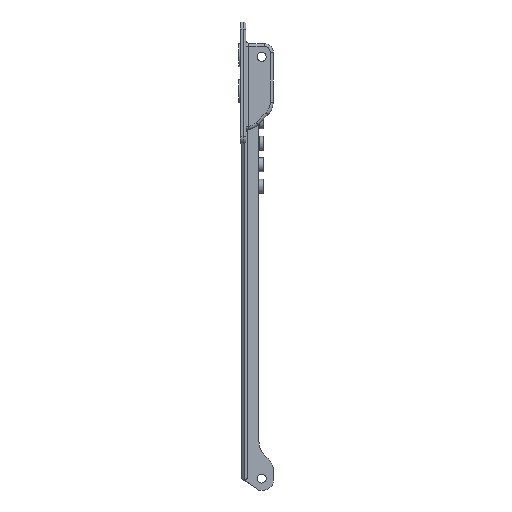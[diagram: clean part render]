
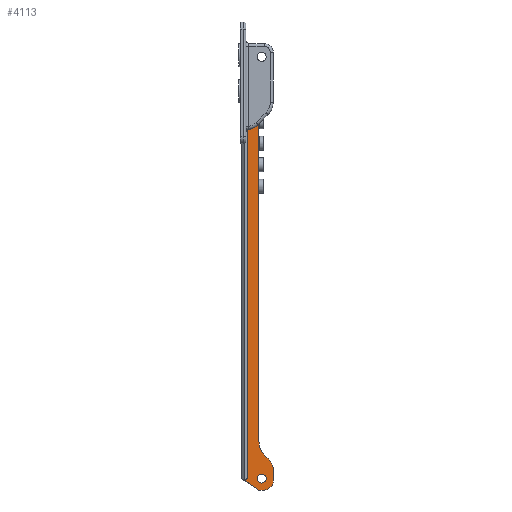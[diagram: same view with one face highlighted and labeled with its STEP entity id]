
A CAD part, left-side view. The second image highlights one B-rep face of the part: STEP entity #4113.
In plain terms, the highlighted planar face has unit normal (-1, 0, 0).
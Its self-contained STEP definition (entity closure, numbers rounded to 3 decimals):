
#211=FACE_BOUND('',#725,.T.);
#212=FACE_BOUND('',#726,.T.);
#261=CIRCLE('',#4365,2.);
#263=CIRCLE('',#4369,2.);
#280=CIRCLE('',#4397,16.);
#283=CIRCLE('',#4405,16.);
#284=CIRCLE('',#4409,6.3);
#285=CIRCLE('',#4410,9.45);
#286=CIRCLE('',#4411,9.45);
#287=CIRCLE('',#4412,6.3);
#288=CIRCLE('',#4413,3.15);
#289=CIRCLE('',#4414,3.15);
#479=FACE_OUTER_BOUND('',#724,.T.);
#724=EDGE_LOOP('',(#3015,#3016,#3017,#3018,#3019,#3020,#3021,#3022,#3023,
#3024,#3025,#3026,#3027,#3028,#3029,#3030,#3031,#3032));
#725=EDGE_LOOP('',(#3033));
#726=EDGE_LOOP('',(#3034));
#1054=LINE('',#6242,#1441);
#1121=LINE('',#6426,#1508);
#1125=LINE('',#6436,#1512);
#1134=LINE('',#6461,#1521);
#1136=LINE('',#6465,#1523);
#1137=LINE('',#6467,#1524);
#1138=LINE('',#6471,#1525);
#1139=LINE('',#6474,#1526);
#1140=LINE('',#6478,#1527);
#1141=LINE('',#6481,#1528);
#1441=VECTOR('',#4929,10.);
#1508=VECTOR('',#5068,10.);
#1512=VECTOR('',#5078,10.);
#1521=VECTOR('',#5105,10.);
#1523=VECTOR('',#5109,10.);
#1524=VECTOR('',#5110,10.);
#1525=VECTOR('',#5113,10.);
#1526=VECTOR('',#5116,10.);
#1527=VECTOR('',#5119,10.);
#1528=VECTOR('',#5122,10.);
#1822=VERTEX_POINT('',#6239);
#1823=VERTEX_POINT('',#6241);
#1833=VERTEX_POINT('',#6265);
#1835=VERTEX_POINT('',#6273);
#1836=VERTEX_POINT('',#6275);
#1885=VERTEX_POINT('',#6428);
#1886=VERTEX_POINT('',#6430);
#1887=VERTEX_POINT('',#6434);
#1892=VERTEX_POINT('',#6452);
#1894=VERTEX_POINT('',#6460);
#1895=VERTEX_POINT('',#6464);
#1896=VERTEX_POINT('',#6466);
#1897=VERTEX_POINT('',#6468);
#1898=VERTEX_POINT('',#6470);
#1899=VERTEX_POINT('',#6473);
#1900=VERTEX_POINT('',#6475);
#1901=VERTEX_POINT('',#6477);
#1902=VERTEX_POINT('',#6479);
#1903=VERTEX_POINT('',#6482);
#1904=VERTEX_POINT('',#6484);
#2222=EDGE_CURVE('',#1823,#1822,#1054,.F.);
#2235=EDGE_CURVE('',#1833,#1822,#261,.F.);
#2239=EDGE_CURVE('',#1835,#1836,#263,.F.);
#2313=EDGE_CURVE('',#1836,#1833,#1121,.F.);
#2315=EDGE_CURVE('',#1885,#1886,#280,.F.);
#2318=EDGE_CURVE('',#1887,#1885,#1125,.F.);
#2326=EDGE_CURVE('',#1892,#1887,#283,.F.);
#2330=EDGE_CURVE('',#1886,#1894,#1134,.F.);
#2332=EDGE_CURVE('',#1895,#1835,#1136,.F.);
#2333=EDGE_CURVE('',#1895,#1896,#1137,.T.);
#2334=EDGE_CURVE('',#1897,#1896,#284,.F.);
#2335=EDGE_CURVE('',#1898,#1897,#1138,.F.);
#2336=EDGE_CURVE('',#1894,#1898,#285,.F.);
#2337=EDGE_CURVE('',#1899,#1892,#1139,.F.);
#2338=EDGE_CURVE('',#1900,#1899,#286,.F.);
#2339=EDGE_CURVE('',#1901,#1900,#1140,.F.);
#2340=EDGE_CURVE('',#1902,#1901,#287,.F.);
#2341=EDGE_CURVE('',#1823,#1902,#1141,.F.);
#2342=EDGE_CURVE('',#1903,#1903,#288,.F.);
#2343=EDGE_CURVE('',#1904,#1904,#289,.F.);
#3015=ORIENTED_EDGE('',*,*,#2332,.F.);
#3016=ORIENTED_EDGE('',*,*,#2333,.T.);
#3017=ORIENTED_EDGE('',*,*,#2334,.F.);
#3018=ORIENTED_EDGE('',*,*,#2335,.F.);
#3019=ORIENTED_EDGE('',*,*,#2336,.F.);
#3020=ORIENTED_EDGE('',*,*,#2330,.F.);
#3021=ORIENTED_EDGE('',*,*,#2315,.F.);
#3022=ORIENTED_EDGE('',*,*,#2318,.F.);
#3023=ORIENTED_EDGE('',*,*,#2326,.F.);
#3024=ORIENTED_EDGE('',*,*,#2337,.F.);
#3025=ORIENTED_EDGE('',*,*,#2338,.F.);
#3026=ORIENTED_EDGE('',*,*,#2339,.F.);
#3027=ORIENTED_EDGE('',*,*,#2340,.F.);
#3028=ORIENTED_EDGE('',*,*,#2341,.F.);
#3029=ORIENTED_EDGE('',*,*,#2222,.T.);
#3030=ORIENTED_EDGE('',*,*,#2235,.F.);
#3031=ORIENTED_EDGE('',*,*,#2313,.F.);
#3032=ORIENTED_EDGE('',*,*,#2239,.F.);
#3033=ORIENTED_EDGE('',*,*,#2342,.T.);
#3034=ORIENTED_EDGE('',*,*,#2343,.T.);
#3988=PLANE('',#4408);
#4113=ADVANCED_FACE('',(#479,#211,#212),#3988,.T.);
#4365=AXIS2_PLACEMENT_3D('',#6267,#4949,#4950);
#4369=AXIS2_PLACEMENT_3D('',#6276,#4959,#4960);
#4397=AXIS2_PLACEMENT_3D('',#6431,#5072,#5073);
#4405=AXIS2_PLACEMENT_3D('',#6453,#5096,#5097);
#4408=AXIS2_PLACEMENT_3D('',#6463,#5107,#5108);
#4409=AXIS2_PLACEMENT_3D('',#6469,#5111,#5112);
#4410=AXIS2_PLACEMENT_3D('',#6472,#5114,#5115);
#4411=AXIS2_PLACEMENT_3D('',#6476,#5117,#5118);
#4412=AXIS2_PLACEMENT_3D('',#6480,#5120,#5121);
#4413=AXIS2_PLACEMENT_3D('',#6483,#5123,#5124);
#4414=AXIS2_PLACEMENT_3D('',#6485,#5125,#5126);
#4929=DIRECTION('',(0.,-0.832,0.555));
#4949=DIRECTION('center_axis',(1.,0.,0.));
#4950=DIRECTION('ref_axis',(0.,-0.472,0.882));
#4959=DIRECTION('center_axis',(1.,0.,0.));
#4960=DIRECTION('ref_axis',(0.,-0.472,-0.882));
#5068=DIRECTION('',(0.,0.,-1.));
#5072=DIRECTION('center_axis',(1.,0.,0.));
#5073=DIRECTION('ref_axis',(0.,0.924,-0.383));
#5078=DIRECTION('',(0.,0.,1.));
#5096=DIRECTION('center_axis',(1.,0.,0.));
#5097=DIRECTION('ref_axis',(0.,0.924,0.383));
#5105=DIRECTION('',(0.,0.707,0.707));
#5107=DIRECTION('center_axis',(-1.,0.,0.));
#5108=DIRECTION('ref_axis',(0.,0.,-1.));
#5109=DIRECTION('',(0.,-0.832,-0.555));
#5110=DIRECTION('',(0.,-1.,0.));
#5111=DIRECTION('center_axis',(-1.,0.,0.));
#5112=DIRECTION('ref_axis',(0.,-0.707,-0.707));
#5113=DIRECTION('',(0.,0.,1.));
#5114=DIRECTION('center_axis',(-1.,0.,0.));
#5115=DIRECTION('ref_axis',(0.,-0.924,0.383));
#5116=DIRECTION('',(0.,-0.707,0.707));
#5117=DIRECTION('center_axis',(-1.,0.,0.));
#5118=DIRECTION('ref_axis',(0.,-0.924,-0.383));
#5119=DIRECTION('',(0.,0.,1.));
#5120=DIRECTION('center_axis',(-1.,0.,0.));
#5121=DIRECTION('ref_axis',(0.,-0.707,0.707));
#5122=DIRECTION('',(0.,1.,0.));
#5123=DIRECTION('center_axis',(-1.,0.,0.));
#5124=DIRECTION('ref_axis',(0.,1.,0.));
#5125=DIRECTION('center_axis',(-1.,0.,0.));
#5126=DIRECTION('ref_axis',(0.,1.,0.));
#6239=CARTESIAN_POINT('',(-113.097,2.109,47.456));
#6241=CARTESIAN_POINT('',(-113.097,-9.,54.863));
#6242=CARTESIAN_POINT('',(-113.097,97.269,-15.983));
#6265=CARTESIAN_POINT('',(-113.097,-1.,45.792));
#6267=CARTESIAN_POINT('Origin',(-113.097,1.,45.792));
#6273=CARTESIAN_POINT('',(-113.097,2.109,-247.731));
#6275=CARTESIAN_POINT('',(-113.097,-1.,-246.067));
#6276=CARTESIAN_POINT('Origin',(-113.097,1.,-246.067));
#6426=CARTESIAN_POINT('',(-113.097,-1.,-168.637));
#6428=CARTESIAN_POINT('',(-113.097,-9.,-220.51));
#6430=CARTESIAN_POINT('',(-113.097,-13.686,-231.824));
#6431=CARTESIAN_POINT('Origin',(-113.097,-25.,-220.51));
#6434=CARTESIAN_POINT('',(-113.097,-9.,20.235));
#6436=CARTESIAN_POINT('',(-113.097,-9.,-168.637));
#6452=CARTESIAN_POINT('',(-113.097,-13.686,31.549));
#6453=CARTESIAN_POINT('Origin',(-113.097,-25.,20.235));
#6460=CARTESIAN_POINT('',(-113.097,-16.232,-234.369));
#6461=CARTESIAN_POINT('',(-113.097,-10.,-228.137));
#6463=CARTESIAN_POINT('Origin',(-113.097,-1.,-237.137));
#6464=CARTESIAN_POINT('',(-113.097,-9.,-255.137));
#6465=CARTESIAN_POINT('',(-113.097,34.038,-226.445));
#6466=CARTESIAN_POINT('',(-113.097,-12.7,-255.137));
#6467=CARTESIAN_POINT('',(-113.097,-1.,-255.137));
#6468=CARTESIAN_POINT('',(-113.097,-19.,-248.837));
#6469=CARTESIAN_POINT('Origin',(-113.097,-12.7,-248.837));
#6470=CARTESIAN_POINT('',(-113.097,-19.,-241.052));
#6471=CARTESIAN_POINT('',(-113.097,-19.,-241.637));
#6472=CARTESIAN_POINT('Origin',(-113.097,-9.55,-241.052));
#6473=CARTESIAN_POINT('',(-113.097,-16.232,34.095));
#6474=CARTESIAN_POINT('',(-113.097,58.5,-40.637));
#6475=CARTESIAN_POINT('',(-113.097,-19.,40.777));
#6476=CARTESIAN_POINT('Origin',(-113.097,-9.55,40.777));
#6477=CARTESIAN_POINT('',(-113.097,-19.,48.563));
#6478=CARTESIAN_POINT('',(-113.097,-19.,-95.637));
#6479=CARTESIAN_POINT('',(-113.097,-12.7,54.863));
#6480=CARTESIAN_POINT('Origin',(-113.097,-12.7,48.563));
#6481=CARTESIAN_POINT('',(-113.097,-1.,54.863));
#6482=CARTESIAN_POINT('',(-113.097,-14.15,46.863));
#6483=CARTESIAN_POINT('Origin',(-113.097,-11.,46.863));
#6484=CARTESIAN_POINT('',(-113.097,-14.15,-247.137));
#6485=CARTESIAN_POINT('Origin',(-113.097,-11.,-247.137));
